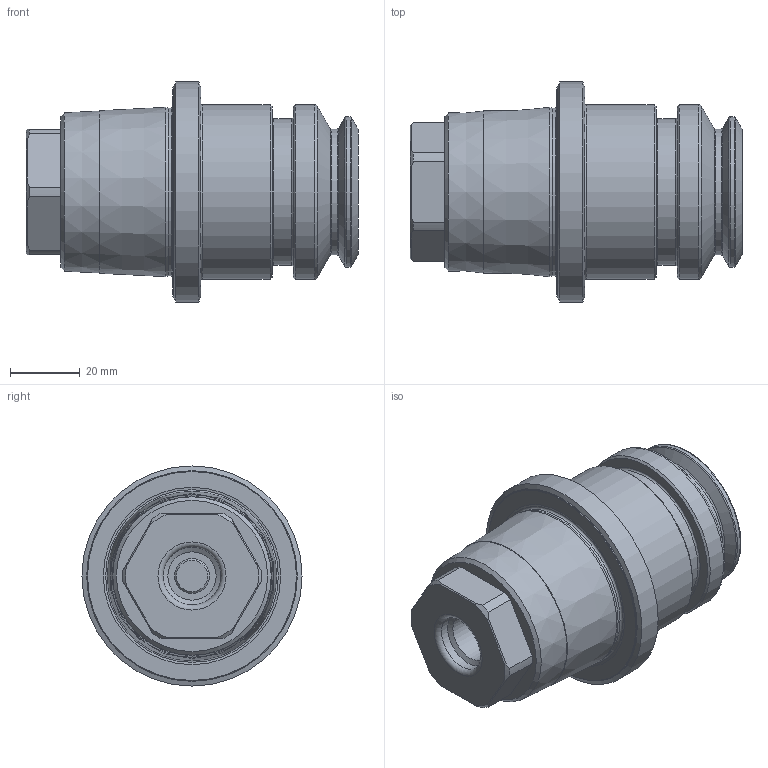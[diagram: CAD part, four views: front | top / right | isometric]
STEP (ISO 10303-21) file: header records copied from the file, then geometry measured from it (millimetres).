
FILE_DESCRIPTION(/* description */ ('Unknown'),/* implementation_level */ '2;1');
FILE_NAME(/* name */ '899900902',/* time_stamp */ '2023-08-18T09:47:26+02:00',/* author */ ('Unknown'),/* organization */ ('Unknown'),/* preprocessor_version */ 'ST-DEVELOPER v16.7',/* originating_system */ 'DEX',/* authorisation */ $);
FILE_SCHEMA (('AUTOMOTIVE_DESIGN {1 0 10303 214 3 1 1}'));
Length unit declared in the file: millimetre
Products named in the file (1): 0028253
Bounding box: 95 x 63 x 63 mm (x, y, z)
Volume: 160241 mm3; surface area: 36050.4 mm2
Topology: 2 solids, 2 shells, 89 faces, 198 edges, 122 vertices
Faces by surface type: cone 28, plane 25, cylinder 21, torus 15
Full cylindrical faces by diameter (mm): 10 x1, 13.835 x1, 16.5 x1, 30.5 x2, 31.6 x1, 33 x1, 36 x1, 42 x1, 43 x1, 48.041 x1, 50 x2, 60 x1, 63 x1
Entity records: 2769 total; most frequent: CARTESIAN_POINT 408, DIRECTION 372, ORIENTED_EDGE 270, AXIS2_PLACEMENT_3D 171, EDGE_LOOP 152, FACE_BOUND 152, EDGE_CURVE 135, VERTEX_POINT 111
